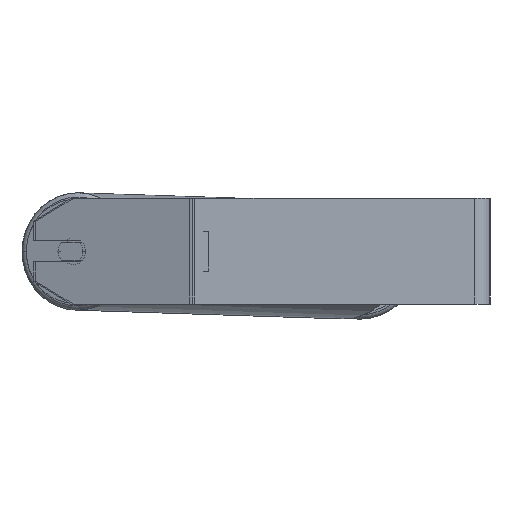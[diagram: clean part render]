
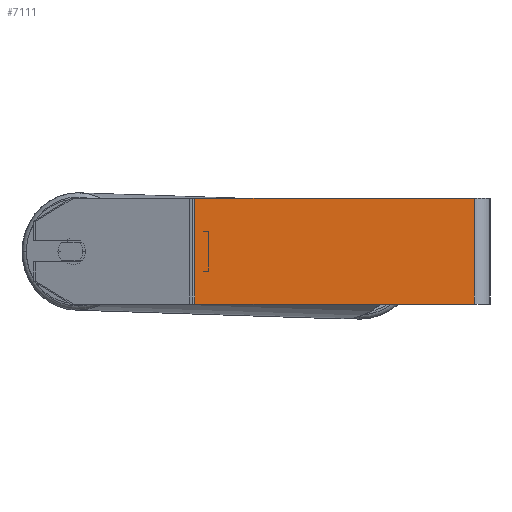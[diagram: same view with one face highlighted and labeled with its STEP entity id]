
A CAD part, left-side view. The second image highlights one B-rep face of the part: STEP entity #7111.
In plain terms, the highlighted planar face has unit normal (-1, 0, 0).
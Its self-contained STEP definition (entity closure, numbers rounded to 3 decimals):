
#905 = DIRECTION ( 'NONE',  ( 0., 0., -1. ) ) ;
#1104 = DIRECTION ( 'NONE',  ( 0., 0., -1. ) ) ;
#1218 = VECTOR ( 'NONE', #7286, 1000. ) ;
#1530 = VECTOR ( 'NONE', #1104, 1000. ) ;
#1546 = DIRECTION ( 'NONE',  ( 0., -1., 0. ) ) ;
#1789 = CARTESIAN_POINT ( 'NONE',  ( -945., 12., 40. ) ) ;
#2236 = CARTESIAN_POINT ( 'NONE',  ( -945., 223.617, 40. ) ) ;
#2251 = ORIENTED_EDGE ( 'NONE', *, *, #3232, .T. ) ;
#2336 = DIRECTION ( 'NONE',  ( 1., 0., 0. ) ) ;
#2609 = ORIENTED_EDGE ( 'NONE', *, *, #5055, .T. ) ;
#2794 = AXIS2_PLACEMENT_3D ( 'NONE', #6969, #2336, #905 ) ;
#2960 = EDGE_CURVE ( 'NONE', #7540, #4610, #5810, .T. ) ;
#2971 = LINE ( 'NONE', #3005, #6408 ) ;
#3005 = CARTESIAN_POINT ( 'NONE',  ( -945., 225.733, -40. ) ) ;
#3149 = CARTESIAN_POINT ( 'NONE',  ( -945., 225.733, 40. ) ) ;
#3232 = EDGE_CURVE ( 'NONE', #7442, #4904, #6983, .T. ) ;
#3428 = CARTESIAN_POINT ( 'NONE',  ( -945., 223.617, 40. ) ) ;
#3522 = DIRECTION ( 'NONE',  ( 0., 0., -1. ) ) ;
#3550 = FACE_OUTER_BOUND ( 'NONE', #5681, .T. ) ;
#4610 = VERTEX_POINT ( 'NONE', #4938 ) ;
#4904 = VERTEX_POINT ( 'NONE', #7478 ) ;
#4938 = CARTESIAN_POINT ( 'NONE',  ( -945., 12., -40. ) ) ;
#5055 = EDGE_CURVE ( 'NONE', #4904, #4610, #2971, .T. ) ;
#5125 = CARTESIAN_POINT ( 'NONE',  ( -945., 12., 40. ) ) ;
#5530 = VECTOR ( 'NONE', #3522, 1000. ) ;
#5681 = EDGE_LOOP ( 'NONE', ( #2609, #6099, #5878, #2251 ) ) ;
#5810 = LINE ( 'NONE', #1789, #1530 ) ;
#5878 = ORIENTED_EDGE ( 'NONE', *, *, #6926, .F. ) ;
#5934 = LINE ( 'NONE', #3149, #1218 ) ;
#6099 = ORIENTED_EDGE ( 'NONE', *, *, #2960, .F. ) ;
#6408 = VECTOR ( 'NONE', #1546, 1000. ) ;
#6926 = EDGE_CURVE ( 'NONE', #7442, #7540, #5934, .T. ) ;
#6969 = CARTESIAN_POINT ( 'NONE',  ( -945., 225.733, 40. ) ) ;
#6983 = LINE ( 'NONE', #2236, #5530 ) ;
#7111 = ADVANCED_FACE ( 'NONE', ( #3550 ), #8274, .F. ) ;
#7286 = DIRECTION ( 'NONE',  ( 0., -1., 0. ) ) ;
#7442 = VERTEX_POINT ( 'NONE', #3428 ) ;
#7478 = CARTESIAN_POINT ( 'NONE',  ( -945., 223.617, -40. ) ) ;
#7540 = VERTEX_POINT ( 'NONE', #5125 ) ;
#8274 = PLANE ( 'NONE',  #2794 ) ;
